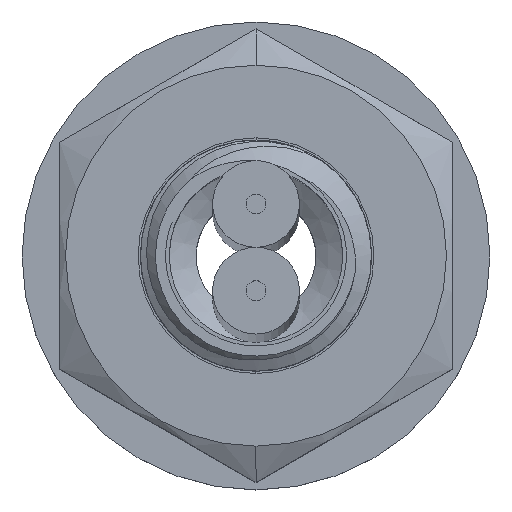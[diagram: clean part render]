
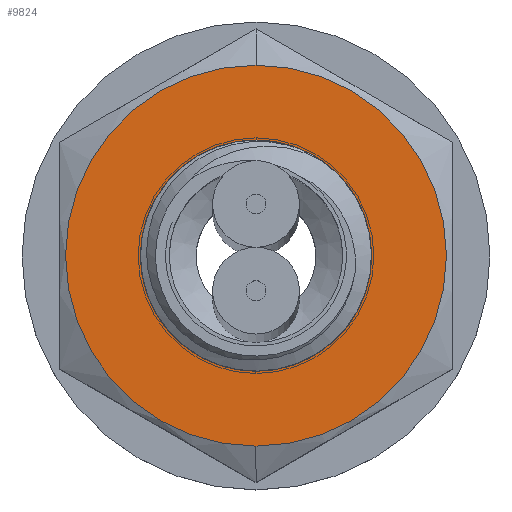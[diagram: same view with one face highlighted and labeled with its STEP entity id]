
A CAD part, top view. The second image highlights one B-rep face of the part: STEP entity #9824.
In plain terms, the highlighted face is planar.
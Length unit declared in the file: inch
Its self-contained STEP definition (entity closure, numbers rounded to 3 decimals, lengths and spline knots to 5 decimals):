
#9075=CARTESIAN_POINT('',(0.,0.13696,0.));
#9076=DIRECTION('',(0.,1.,0.));
#9077=DIRECTION('',(0.,0.,1.));
#9078=AXIS2_PLACEMENT_3D('',#9075,#9076,#9077);
#9088=CARTESIAN_POINT('',(0.,0.13696,0.));
#9089=DIRECTION('',(0.,1.,0.));
#9090=DIRECTION('',(0.,0.,-1.));
#9091=AXIS2_PLACEMENT_3D('',#9088,#9089,#9090);
#9686=CARTESIAN_POINT('',(0.,0.13696,0.));
#9687=DIRECTION('',(0.,-1.,0.));
#9688=DIRECTION('',(0.,0.,1.));
#9689=AXIS2_PLACEMENT_3D('',#9686,#9687,#9688);
#9695=CARTESIAN_POINT('',(0.,0.13696,0.));
#9696=DIRECTION('',(0.,-1.,0.));
#9697=DIRECTION('',(0.,0.,-1.));
#9698=AXIS2_PLACEMENT_3D('',#9695,#9696,#9697);
#9709=CARTESIAN_POINT('',(0.,0.13696,0.19093));
#9710=CARTESIAN_POINT('',(0.,0.13696,-0.19093));
#9711=VERTEX_POINT('',#9709);
#9712=VERTEX_POINT('',#9710);
#9741=CARTESIAN_POINT('',(0.,0.13696,-0.10462));
#9742=VERTEX_POINT('',#9741);
#9767=CARTESIAN_POINT('',(0.,0.13696,0.10462));
#9768=VERTEX_POINT('',#9767);
#9808=CARTESIAN_POINT('',(0.09843,0.13696,0.));
#9809=DIRECTION('',(0.,1.,0.));
#9810=DIRECTION('',(0.,0.,1.));
#9811=AXIS2_PLACEMENT_3D('',#9808,#9809,#9810);
#9812=PLANE('',#9811);
#9813=ORIENTED_EDGE('',*,*,#9793,.F.);
#9815=ORIENTED_EDGE('',*,*,#9814,.F.);
#9816=EDGE_LOOP('',(#9813,#9815));
#9817=FACE_OUTER_BOUND('',#9816,.F.);
#9819=ORIENTED_EDGE('',*,*,#9818,.F.);
#9821=ORIENTED_EDGE('',*,*,#9820,.F.);
#9822=EDGE_LOOP('',(#9819,#9821));
#9823=FACE_BOUND('',#9822,.F.);
#9824=ADVANCED_FACE('',(#9817,#9823),#9812,.T.);
#9079=CIRCLE('',#9078,0.19093);
#9092=CIRCLE('',#9091,0.19093);
#9690=CIRCLE('',#9689,0.10462);
#9699=CIRCLE('',#9698,0.10462);
#9793=EDGE_CURVE('',#9711,#9712,#9079,.T.);
#9814=EDGE_CURVE('',#9712,#9711,#9092,.T.);
#9818=EDGE_CURVE('',#9742,#9768,#9699,.T.);
#9820=EDGE_CURVE('',#9768,#9742,#9690,.T.);
